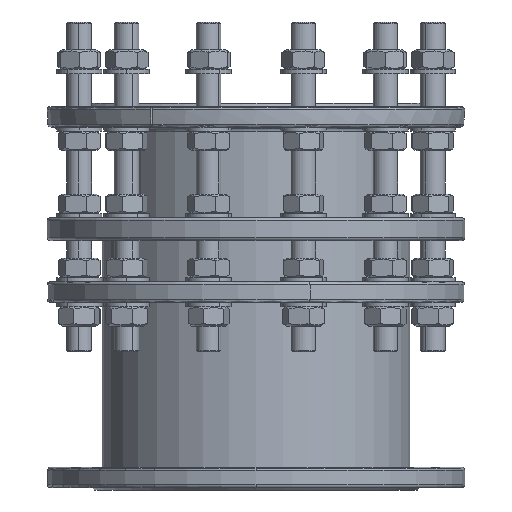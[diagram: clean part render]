
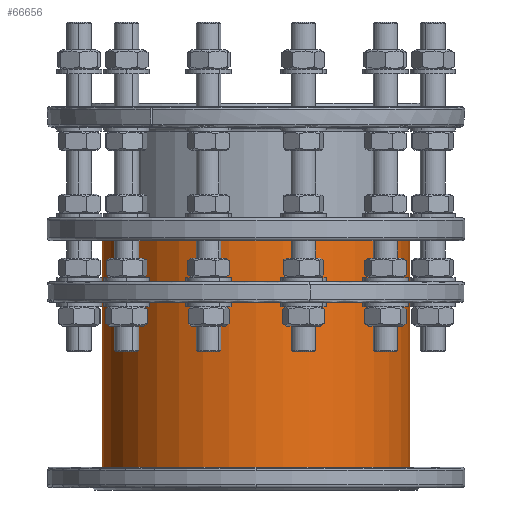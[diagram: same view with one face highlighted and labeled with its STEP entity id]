
A CAD part, left-side view. The second image highlights one B-rep face of the part: STEP entity #66656.
In plain terms, the highlighted cylindrical face has radius 149.25 mm (diameter 298.5 mm), a partial arc.
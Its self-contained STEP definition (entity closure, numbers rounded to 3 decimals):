
#27518=CARTESIAN_POINT('',(0.,0.,240.));
#27519=DIRECTION('',(0.,0.,1.));
#27520=DIRECTION('',(0.,1.,0.));
#27521=AXIS2_PLACEMENT_3D('',#27518,#27519,#27520);
#27668=CARTESIAN_POINT('',(0.,0.,20.));
#27669=DIRECTION('',(0.,0.,1.));
#27670=DIRECTION('',(0.,1.,0.));
#27671=AXIS2_PLACEMENT_3D('',#27668,#27669,#27670);
#28656=DIRECTION('',(0.,0.,1.));
#28657=VECTOR('',#28656,220.);
#28658=CARTESIAN_POINT('',(0.,-149.25,20.));
#28659=LINE('',#28658,#28657);
#28660=DIRECTION('',(0.,0.,1.));
#28661=VECTOR('',#28660,220.);
#28662=CARTESIAN_POINT('',(0.,149.25,20.));
#28663=LINE('',#28662,#28661);
#35783=CARTESIAN_POINT('',(0.,149.25,240.));
#35784=CARTESIAN_POINT('',(0.,-149.25,240.));
#35785=VERTEX_POINT('',#35783);
#35786=VERTEX_POINT('',#35784);
#35791=CARTESIAN_POINT('',(0.,149.25,20.));
#35792=CARTESIAN_POINT('',(0.,-149.25,20.));
#35793=VERTEX_POINT('',#35791);
#35794=VERTEX_POINT('',#35792);
#66642=CARTESIAN_POINT('',(0.,0.,130.));
#66643=DIRECTION('',(0.,0.,1.));
#66644=DIRECTION('',(0.,1.,0.));
#66645=AXIS2_PLACEMENT_3D('',#66642,#66643,#66644);
#66646=CYLINDRICAL_SURFACE('',#66645,149.25);
#66648=ORIENTED_EDGE('',*,*,#66647,.F.);
#66650=ORIENTED_EDGE('',*,*,#66649,.T.);
#66651=ORIENTED_EDGE('',*,*,#66631,.T.);
#66653=ORIENTED_EDGE('',*,*,#66652,.F.);
#66654=EDGE_LOOP('',(#66648,#66650,#66651,#66653));
#66655=FACE_OUTER_BOUND('',#66654,.F.);
#66656=ADVANCED_FACE('',(#66655),#66646,.T.);
#27522=CIRCLE('',#27521,149.25);
#27672=CIRCLE('',#27671,149.25);
#66631=EDGE_CURVE('',#35785,#35786,#27522,.T.);
#66647=EDGE_CURVE('',#35793,#35794,#27672,.T.);
#66649=EDGE_CURVE('',#35793,#35785,#28663,.T.);
#66652=EDGE_CURVE('',#35794,#35786,#28659,.T.);
